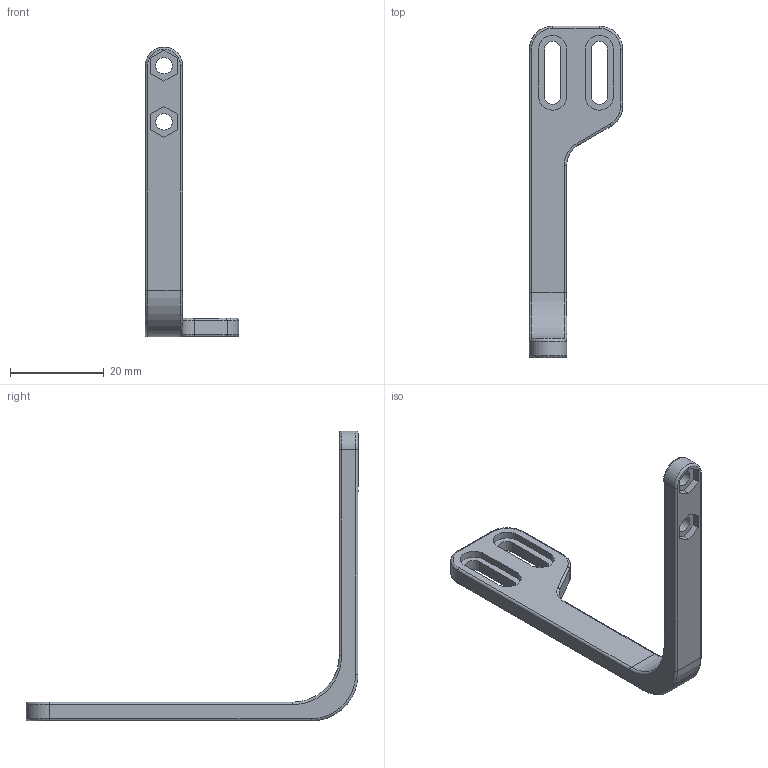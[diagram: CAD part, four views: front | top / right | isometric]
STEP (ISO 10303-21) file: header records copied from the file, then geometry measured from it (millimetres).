
FILE_DESCRIPTION(/* description */ (''),/* implementation_level */ '2;1');
FILE_NAME(/* name */ 'nozzlemount.stp',/* time_stamp */ '2024-07-30T14:53:43-05:00',/* author */ ('Eric'),/* organization */ (''),/* preprocessor_version */ 'ST-DEVELOPER v20',/* originating_system */ 'Autodesk Inventor 2024',/* authorisation */ '');
FILE_SCHEMA (('AUTOMOTIVE_DESIGN { 1 0 10303 214 3 1 1 }'));
Length unit declared in the file: millimetre
Products named in the file (1): nozzlecleaner
Bounding box: 20 x 71 x 62 mm (x, y, z)
Volume: 4534 mm3; surface area: 3710.1 mm2
Topology: 1 solids, 1 shells, 78 faces, 188 edges, 117 vertices
Faces by surface type: plane 33, cylinder 31, torus 14
Full cylindrical faces by diameter (mm): 3.5 x2
Entity records: 2334 total; most frequent: DIRECTION 422, CARTESIAN_POINT 384, ORIENTED_EDGE 376, EDGE_CURVE 188, AXIS2_PLACEMENT_3D 155, VERTEX_POINT 116, LINE 112, VECTOR 112
